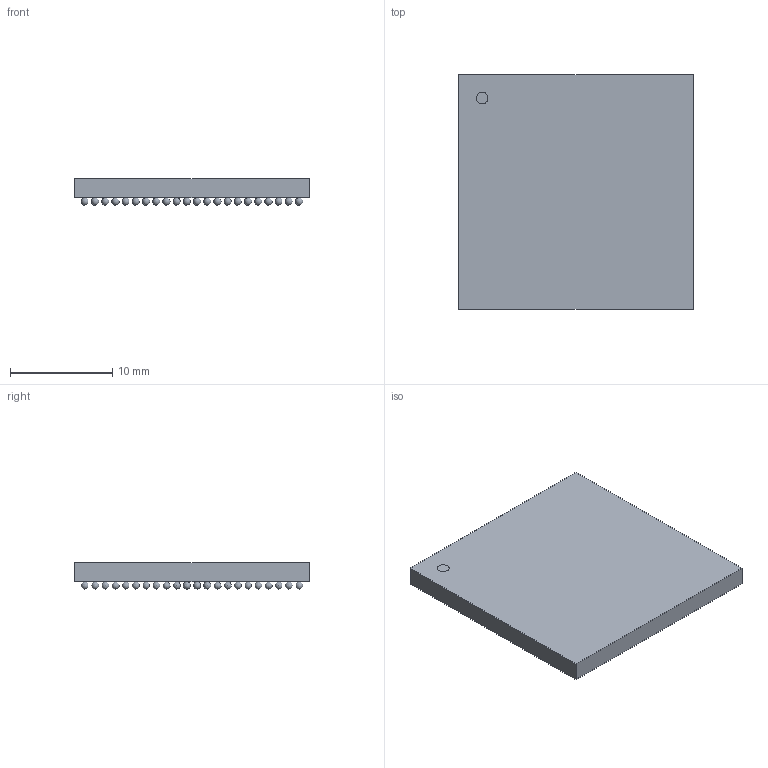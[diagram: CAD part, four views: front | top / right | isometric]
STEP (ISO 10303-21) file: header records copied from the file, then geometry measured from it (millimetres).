
FILE_DESCRIPTION(('STEP AP214'),'1');
FILE_NAME('FG_G_484_ARTIX-7_XIL','2025-04-19T10:19:50',(''),(''),'','','');
FILE_SCHEMA(('AUTOMOTIVE_DESIGN'));
Length unit declared in the file: millimetre
Products named in the file (1): product
Bounding box: 23.01 x 23.01 x 2.59 mm (x, y, z)
Volume: 1087.3 mm3; surface area: 2003.4 mm2
Topology: 486 solids, 486 shells, 493 faces, 1467 edges, 978 vertices
Faces by surface type: sphere 484, plane 8, cylinder 1
Full cylindrical faces by diameter (mm): 1.151 x1
Entity records: 4729 total; most frequent: DIRECTION 1006, CARTESIAN_POINT 507, AXIS2_PLACEMENT_3D 497, STYLED_ITEM 493, ADVANCED_FACE 493, MANIFOLD_SOLID_BREP 486, CLOSED_SHELL 486, SPHERICAL_SURFACE 484
